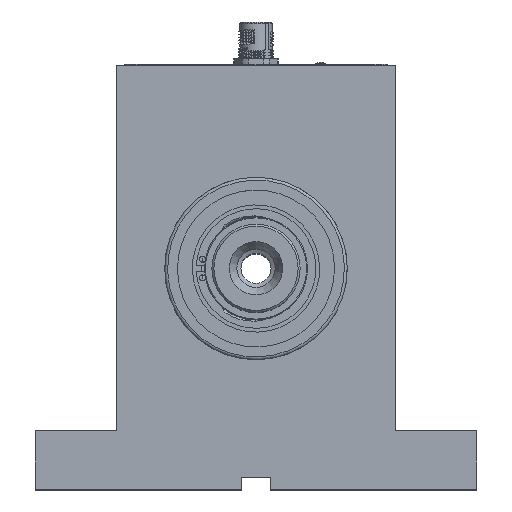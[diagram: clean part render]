
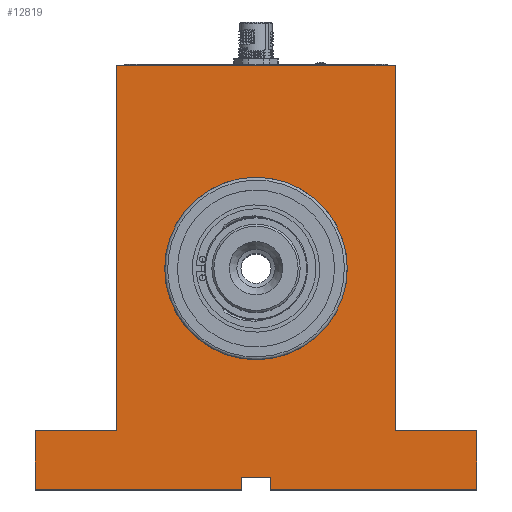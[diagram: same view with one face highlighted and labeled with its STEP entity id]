
A CAD part, top view. The second image highlights one B-rep face of the part: STEP entity #12819.
In plain terms, the highlighted planar face has unit normal (0, 0, 1).
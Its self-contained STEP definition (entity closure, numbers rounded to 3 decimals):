
#66 = VECTOR ( 'NONE', #10840, 1000. ) ;
#73 = DIRECTION ( 'NONE',  ( -1., 0., 0. ) ) ;
#182 = CARTESIAN_POINT ( 'NONE',  ( 0., 0., 110. ) ) ;
#189 = LINE ( 'NONE', #12421, #267 ) ;
#257 = ORIENTED_EDGE ( 'NONE', *, *, #8857, .T. ) ;
#267 = VECTOR ( 'NONE', #17346, 1000. ) ;
#288 = EDGE_CURVE ( 'NONE', #9674, #9674, #11895, .T. ) ;
#868 = VECTOR ( 'NONE', #13752, 1000. ) ;
#1207 = CARTESIAN_POINT ( 'NONE',  ( -47.5, 20., 110. ) ) ;
#1509 = AXIS2_PLACEMENT_3D ( 'NONE', #9401, #20950, #5579 ) ;
#2041 = LINE ( 'NONE', #19302, #12553 ) ;
#2108 = EDGE_CURVE ( 'NONE', #3319, #6643, #15480, .T. ) ;
#2323 = LINE ( 'NONE', #12301, #66 ) ;
#2467 = EDGE_LOOP ( 'NONE', ( #257, #15858, #17763, #4852, #10578, #20747, #22015, #17209, #11092, #14039, #3180, #17033 ) ) ;
#2714 = VECTOR ( 'NONE', #10035, 1000. ) ;
#2914 = VECTOR ( 'NONE', #4970, 1000. ) ;
#2924 = VECTOR ( 'NONE', #73, 1000. ) ;
#2996 = LINE ( 'NONE', #5227, #2924 ) ;
#3109 = VERTEX_POINT ( 'NONE', #15484 ) ;
#3180 = ORIENTED_EDGE ( 'NONE', *, *, #2108, .T. ) ;
#3319 = VERTEX_POINT ( 'NONE', #6044 ) ;
#3322 = LINE ( 'NONE', #18695, #868 ) ;
#3425 = EDGE_CURVE ( 'NONE', #14663, #19185, #20824, .T. ) ;
#3670 = VERTEX_POINT ( 'NONE', #7767 ) ;
#4852 = ORIENTED_EDGE ( 'NONE', *, *, #10003, .T. ) ;
#4970 = DIRECTION ( 'NONE',  ( 1., 0., 0. ) ) ;
#5007 = VECTOR ( 'NONE', #6112, 1000. ) ;
#5227 = CARTESIAN_POINT ( 'NONE',  ( 75., 20., 110. ) ) ;
#5579 = DIRECTION ( 'NONE',  ( -1., 0., 0. ) ) ;
#5857 = VECTOR ( 'NONE', #18842, 1000. ) ;
#6044 = CARTESIAN_POINT ( 'NONE',  ( -47.5, 144., 110. ) ) ;
#6103 = VECTOR ( 'NONE', #19889, 1000. ) ;
#6112 = DIRECTION ( 'NONE',  ( -1., 0., 0. ) ) ;
#6605 = CARTESIAN_POINT ( 'NONE',  ( -47.5, 144., 110. ) ) ;
#6643 = VERTEX_POINT ( 'NONE', #1207 ) ;
#6650 = LINE ( 'NONE', #15407, #2914 ) ;
#6657 = CARTESIAN_POINT ( 'NONE',  ( -5., 4.1, 110. ) ) ;
#6726 = ORIENTED_EDGE ( 'NONE', *, *, #288, .T. ) ;
#6758 = CARTESIAN_POINT ( 'NONE',  ( 5., 4.1, 110. ) ) ;
#6855 = CARTESIAN_POINT ( 'NONE',  ( 75., 0., 110. ) ) ;
#7375 = CARTESIAN_POINT ( 'NONE',  ( -75., 0., 110. ) ) ;
#7767 = CARTESIAN_POINT ( 'NONE',  ( -5., 0., 110. ) ) ;
#7901 = VERTEX_POINT ( 'NONE', #16321 ) ;
#8711 = EDGE_CURVE ( 'NONE', #7901, #14663, #2996, .T. ) ;
#8857 = EDGE_CURVE ( 'NONE', #14018, #15199, #2323, .T. ) ;
#9401 = CARTESIAN_POINT ( 'NONE',  ( 0., 75., 110. ) ) ;
#9674 = VERTEX_POINT ( 'NONE', #21772 ) ;
#10003 = EDGE_CURVE ( 'NONE', #14922, #22012, #18454, .T. ) ;
#10035 = DIRECTION ( 'NONE',  ( 1., 0., 0. ) ) ;
#10064 = CARTESIAN_POINT ( 'NONE',  ( -75., 20., 110. ) ) ;
#10387 = FACE_OUTER_BOUND ( 'NONE', #2467, .T. ) ;
#10502 = DIRECTION ( 'NONE',  ( 1., 0., 0. ) ) ;
#10578 = ORIENTED_EDGE ( 'NONE', *, *, #21009, .T. ) ;
#10678 = CARTESIAN_POINT ( 'NONE',  ( -5., 4.1, 110. ) ) ;
#10840 = DIRECTION ( 'NONE',  ( 0., -1., 0. ) ) ;
#11092 = ORIENTED_EDGE ( 'NONE', *, *, #3425, .T. ) ;
#11133 = EDGE_LOOP ( 'NONE', ( #6726 ) ) ;
#11481 = CARTESIAN_POINT ( 'NONE',  ( 47.5, 144., 110. ) ) ;
#11727 = CARTESIAN_POINT ( 'NONE',  ( -5., 0., 110. ) ) ;
#11895 = CIRCLE ( 'NONE', #1509, 31. ) ;
#12301 = CARTESIAN_POINT ( 'NONE',  ( -75., 20., 110. ) ) ;
#12421 = CARTESIAN_POINT ( 'NONE',  ( 75., 0., 110. ) ) ;
#12553 = VECTOR ( 'NONE', #17631, 1000. ) ;
#12690 = EDGE_CURVE ( 'NONE', #3670, #14922, #15205, .T. ) ;
#12708 = EDGE_CURVE ( 'NONE', #15199, #3670, #3322, .T. ) ;
#12819 = ADVANCED_FACE ( 'NONE', ( #19248, #10387 ), #15998, .T. ) ;
#13752 = DIRECTION ( 'NONE',  ( 1., 0., 0. ) ) ;
#14018 = VERTEX_POINT ( 'NONE', #10064 ) ;
#14039 = ORIENTED_EDGE ( 'NONE', *, *, #16805, .T. ) ;
#14046 = EDGE_CURVE ( 'NONE', #17149, #7901, #189, .T. ) ;
#14127 = VECTOR ( 'NONE', #15319, 1000. ) ;
#14663 = VERTEX_POINT ( 'NONE', #16416 ) ;
#14922 = VERTEX_POINT ( 'NONE', #10678 ) ;
#14948 = CARTESIAN_POINT ( 'NONE',  ( 5., 4.1, 110. ) ) ;
#15199 = VERTEX_POINT ( 'NONE', #7375 ) ;
#15205 = LINE ( 'NONE', #11727, #14127 ) ;
#15319 = DIRECTION ( 'NONE',  ( 0., 1., 0. ) ) ;
#15407 = CARTESIAN_POINT ( 'NONE',  ( 5., 0., 110. ) ) ;
#15480 = LINE ( 'NONE', #6605, #5857 ) ;
#15484 = CARTESIAN_POINT ( 'NONE',  ( 5., 0., 110. ) ) ;
#15858 = ORIENTED_EDGE ( 'NONE', *, *, #12708, .T. ) ;
#15998 = PLANE ( 'NONE',  #17719 ) ;
#16321 = CARTESIAN_POINT ( 'NONE',  ( 75., 20., 110. ) ) ;
#16416 = CARTESIAN_POINT ( 'NONE',  ( 47.5, 20., 110. ) ) ;
#16805 = EDGE_CURVE ( 'NONE', #19185, #3319, #18011, .T. ) ;
#17033 = ORIENTED_EDGE ( 'NONE', *, *, #18379, .T. ) ;
#17149 = VERTEX_POINT ( 'NONE', #6855 ) ;
#17209 = ORIENTED_EDGE ( 'NONE', *, *, #8711, .T. ) ;
#17346 = DIRECTION ( 'NONE',  ( 0., 1., 0. ) ) ;
#17631 = DIRECTION ( 'NONE',  ( -1., 0., 0. ) ) ;
#17719 = AXIS2_PLACEMENT_3D ( 'NONE', #182, #20704, #10502 ) ;
#17763 = ORIENTED_EDGE ( 'NONE', *, *, #12690, .T. ) ;
#17868 = EDGE_CURVE ( 'NONE', #3109, #17149, #6650, .T. ) ;
#17965 = VECTOR ( 'NONE', #20942, 1000. ) ;
#18011 = LINE ( 'NONE', #11481, #5007 ) ;
#18379 = EDGE_CURVE ( 'NONE', #6643, #14018, #2041, .T. ) ;
#18454 = LINE ( 'NONE', #6657, #2714 ) ;
#18695 = CARTESIAN_POINT ( 'NONE',  ( -75., 0., 110. ) ) ;
#18842 = DIRECTION ( 'NONE',  ( 0., -1., 0. ) ) ;
#19185 = VERTEX_POINT ( 'NONE', #20652 ) ;
#19248 = FACE_BOUND ( 'NONE', #11133, .T. ) ;
#19302 = CARTESIAN_POINT ( 'NONE',  ( -47.5, 20., 110. ) ) ;
#19889 = DIRECTION ( 'NONE',  ( 0., -1., 0. ) ) ;
#20652 = CARTESIAN_POINT ( 'NONE',  ( 47.5, 144., 110. ) ) ;
#20704 = DIRECTION ( 'NONE',  ( 0., 0., 1. ) ) ;
#20747 = ORIENTED_EDGE ( 'NONE', *, *, #17868, .T. ) ;
#20824 = LINE ( 'NONE', #21055, #17965 ) ;
#20942 = DIRECTION ( 'NONE',  ( 0., 1., 0. ) ) ;
#20950 = DIRECTION ( 'NONE',  ( 0., 0., -1. ) ) ;
#21009 = EDGE_CURVE ( 'NONE', #22012, #3109, #21583, .T. ) ;
#21055 = CARTESIAN_POINT ( 'NONE',  ( 47.5, 20., 110. ) ) ;
#21583 = LINE ( 'NONE', #14948, #6103 ) ;
#21772 = CARTESIAN_POINT ( 'NONE',  ( -31., 75., 110. ) ) ;
#22012 = VERTEX_POINT ( 'NONE', #6758 ) ;
#22015 = ORIENTED_EDGE ( 'NONE', *, *, #14046, .T. ) ;
